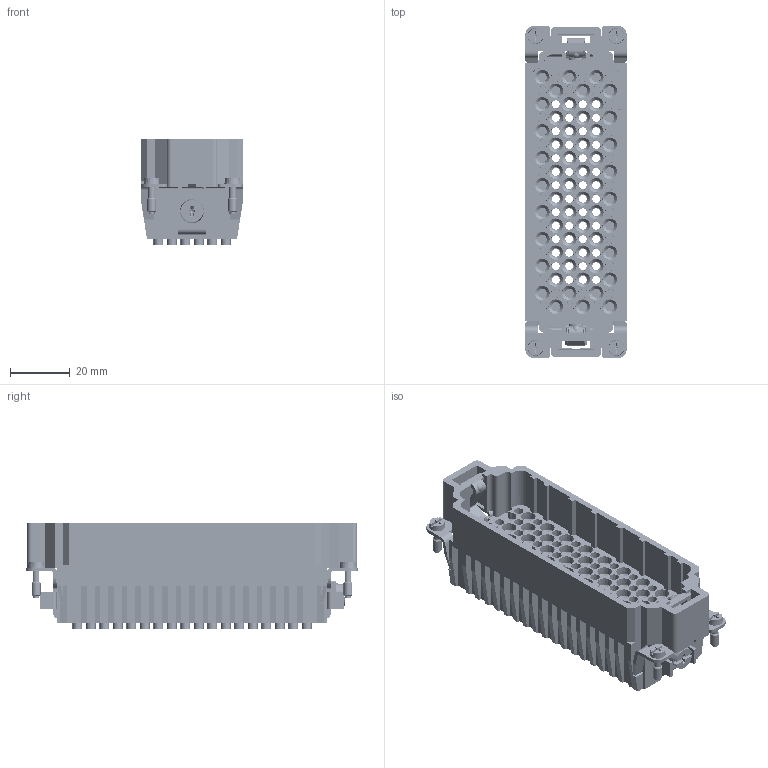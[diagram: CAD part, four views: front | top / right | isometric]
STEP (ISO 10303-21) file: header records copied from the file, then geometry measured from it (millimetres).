
FILE_DESCRIPTION(('CATIA V5 STEP Exchange','CAx-IF Rec.Pracs.--- Model Styling and Organization---1.5--- 2016-08-15','CAx-IF Rec.Pracs.---Supplemental Geometry---1.0---2011-11-01','CAx-IF Rec.Pracs.--- Composite Materials ---1.1---2010-07-15'),'2;1');
FILE_NAME ('2112037-5_0', '2025-10-06T09:13:02+00:00', ('none'), ('Weidmueller'), 'CATIA Version 5-6 Release 2024 SP4', 'CATIA V5 STEP AP214 v3', 'none');
FILE_SCHEMA(('AUTOMOTIVE_DESIGN { 1 0 10303 214 1 1 1 1 }'));
Products named in the file (1): 3116660000
Bounding box: 33.9 x 110.7 x 35.6 mm (x, y, z)
Volume: 47697.4 mm3; surface area: 55678.9 mm2
Topology: 1 solids, 1 shells, 3703 faces, 8371 edges, 4861 vertices
Faces by surface type: cone 1344, cylinder 1191, plane 834, torus 312, bspline 16, sphere 6
Entity records: 93564 total; most frequent: CARTESIAN_POINT 19744, ORIENTED_EDGE 16714, DIRECTION 11217, EDGE_CURVE 8357, AXIS2_PLACEMENT_3D 5239, VERTEX_POINT 4861, VECTOR 4245, LINE 4245
